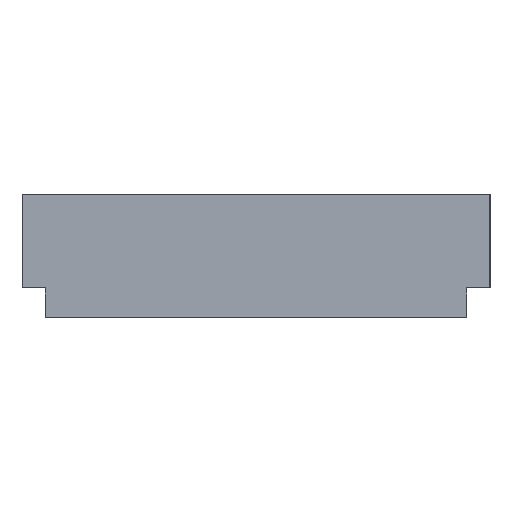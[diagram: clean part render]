
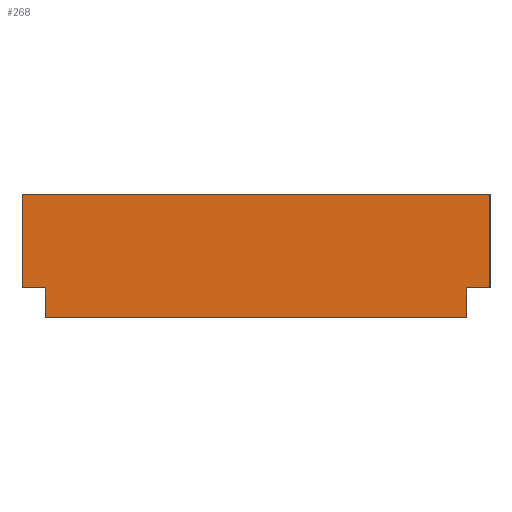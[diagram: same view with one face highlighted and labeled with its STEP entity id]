
A CAD part, left-side view. The second image highlights one B-rep face of the part: STEP entity #268.
In plain terms, the highlighted planar face has unit normal (-1, 0, 0).
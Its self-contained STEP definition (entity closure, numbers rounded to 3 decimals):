
#44=DIRECTION('',(0.,0.,1.));
#45=VECTOR('',#44,2.);
#46=CARTESIAN_POINT('',(0.,0.,-2.));
#47=LINE('',#46,#45);
#52=DIRECTION('',(0.,-1.,0.));
#53=VECTOR('',#52,10.);
#54=CARTESIAN_POINT('',(0.,0.,0.));
#55=LINE('',#54,#53);
#59=DIRECTION('',(0.,0.,-1.));
#60=VECTOR('',#59,2.);
#61=CARTESIAN_POINT('',(0.,-10.,0.));
#62=LINE('',#61,#60);
#66=DIRECTION('',(0.,1.,0.));
#67=VECTOR('',#66,0.5);
#68=CARTESIAN_POINT('',(0.,-10.,-2.));
#69=LINE('',#68,#67);
#73=DIRECTION('',(0.,0.,-1.));
#74=VECTOR('',#73,0.64);
#75=CARTESIAN_POINT('',(0.,-9.5,-2.));
#76=LINE('',#75,#74);
#80=DIRECTION('',(0.,1.,0.));
#81=VECTOR('',#80,9.);
#82=CARTESIAN_POINT('',(0.,-9.5,-2.64));
#83=LINE('',#82,#81);
#87=DIRECTION('',(0.,0.,1.));
#88=VECTOR('',#87,0.64);
#89=CARTESIAN_POINT('',(0.,-0.5,-2.64));
#90=LINE('',#89,#88);
#94=DIRECTION('',(0.,1.,0.));
#95=VECTOR('',#94,0.5);
#96=CARTESIAN_POINT('',(0.,-0.5,-2.));
#97=LINE('',#96,#95);
#213=CARTESIAN_POINT('',(0.,0.,-2.));
#214=CARTESIAN_POINT('',(0.,0.,0.));
#215=VERTEX_POINT('',#213);
#216=VERTEX_POINT('',#214);
#217=CARTESIAN_POINT('',(0.,-10.,0.));
#218=VERTEX_POINT('',#217);
#219=CARTESIAN_POINT('',(0.,-10.,-2.));
#220=VERTEX_POINT('',#219);
#221=CARTESIAN_POINT('',(0.,-9.5,-2.));
#222=VERTEX_POINT('',#221);
#223=CARTESIAN_POINT('',(0.,-9.5,-2.64));
#224=VERTEX_POINT('',#223);
#225=CARTESIAN_POINT('',(0.,-0.5,-2.64));
#226=VERTEX_POINT('',#225);
#227=CARTESIAN_POINT('',(0.,-0.5,-2.));
#228=VERTEX_POINT('',#227);
#245=CARTESIAN_POINT('',(0.,0.,0.));
#246=DIRECTION('',(1.,0.,0.));
#247=DIRECTION('',(0.,1.,0.));
#248=AXIS2_PLACEMENT_3D('',#245,#246,#247);
#249=PLANE('',#248);
#251=ORIENTED_EDGE('',*,*,#250,.T.);
#253=ORIENTED_EDGE('',*,*,#252,.T.);
#255=ORIENTED_EDGE('',*,*,#254,.T.);
#257=ORIENTED_EDGE('',*,*,#256,.T.);
#259=ORIENTED_EDGE('',*,*,#258,.T.);
#261=ORIENTED_EDGE('',*,*,#260,.T.);
#263=ORIENTED_EDGE('',*,*,#262,.T.);
#265=ORIENTED_EDGE('',*,*,#264,.T.);
#266=EDGE_LOOP('',(#251,#253,#255,#257,#259,#261,#263,#265));
#267=FACE_OUTER_BOUND('',#266,.F.);
#250=EDGE_CURVE('',#215,#216,#47,.T.);
#252=EDGE_CURVE('',#216,#218,#55,.T.);
#254=EDGE_CURVE('',#218,#220,#62,.T.);
#256=EDGE_CURVE('',#220,#222,#69,.T.);
#258=EDGE_CURVE('',#222,#224,#76,.T.);
#260=EDGE_CURVE('',#224,#226,#83,.T.);
#262=EDGE_CURVE('',#226,#228,#90,.T.);
#264=EDGE_CURVE('',#228,#215,#97,.T.);
#268=ADVANCED_FACE('',(#267),#249,.F.);
